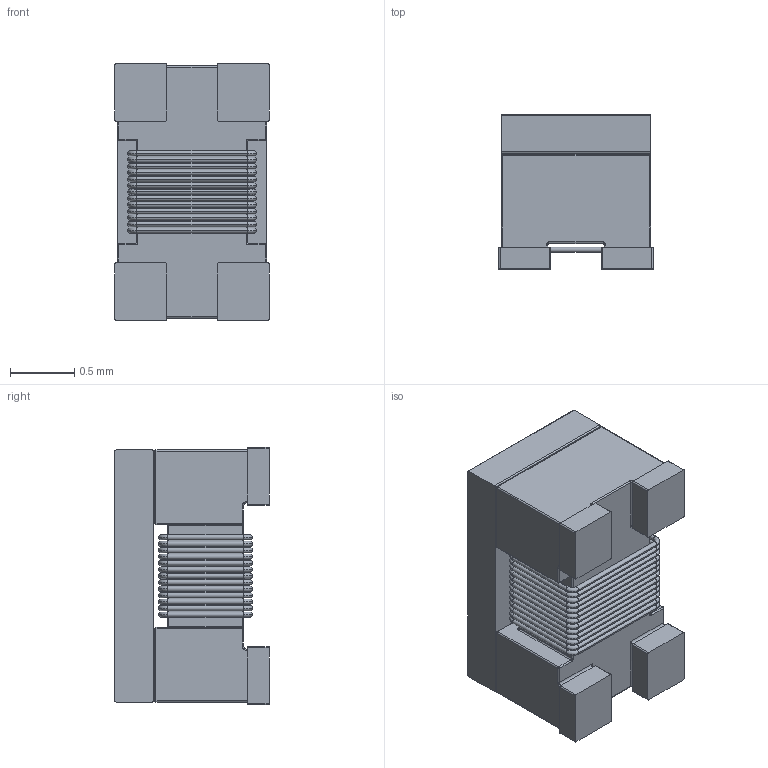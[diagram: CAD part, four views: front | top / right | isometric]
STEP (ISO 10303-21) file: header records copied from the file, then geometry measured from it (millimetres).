
FILE_DESCRIPTION (( 'STEP AP214' ), '1' );
FILE_NAME ('User Library-EMI Filter DLW21S.STEP', '2013-03-15T11:37:52', ( 'Windows User' ), ( '' ), 'SwSTEP 2.0', 'SolidWorks 2013', '' );
FILE_SCHEMA (( 'AUTOMOTIVE_DESIGN' ));
Length unit declared in the file: millimetre
Products named in the file (1): User Library-EMI Filter DLW21S
Bounding box: 1.2 x 1.2 x 2 mm (x, y, z)
Volume: 2.2 mm3; surface area: 21.9 mm2
Topology: 15 solids, 15 shells, 360 faces, 948 edges, 584 vertices
Faces by surface type: cylinder 176, torus 120, plane 52, sphere 12
Entity records: 15468 total; most frequent: DIRECTION 2278, CARTESIAN_POINT 1941, ORIENTED_EDGE 1872, AXIS2_PLACEMENT_3D 985, EDGE_CURVE 936, CIRCLE 624, VERTEX_POINT 584, UNCERTAINTY_MEASURE_WITH_UNIT 377
